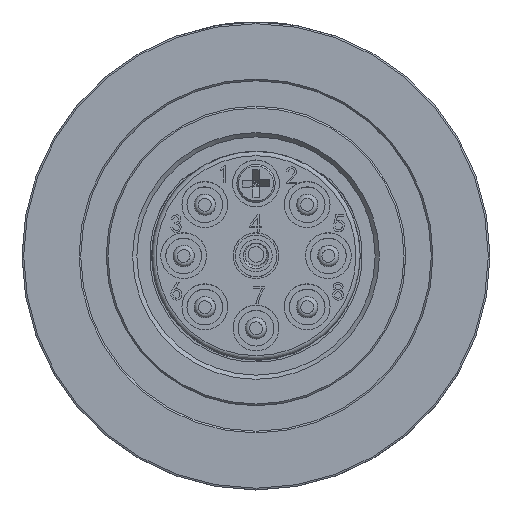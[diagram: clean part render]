
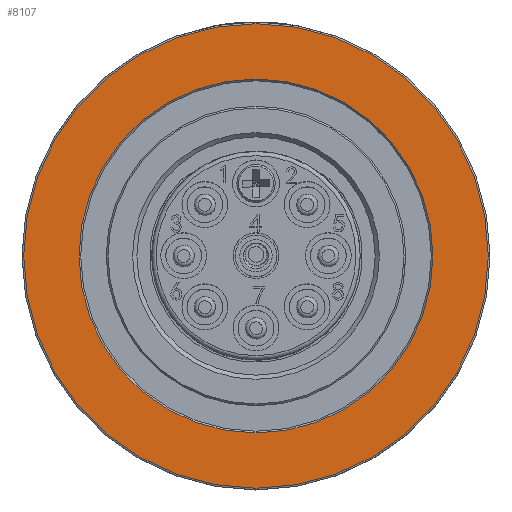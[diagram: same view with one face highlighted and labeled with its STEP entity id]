
A CAD part, top view. The second image highlights one B-rep face of the part: STEP entity #8107.
In plain terms, the highlighted planar face has unit normal (0, 0, 1).
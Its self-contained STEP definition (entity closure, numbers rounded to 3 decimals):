
#1034 = CARTESIAN_POINT ( 'NONE',  ( 0., 0., 0. ) ) ;
#1101 = FACE_OUTER_BOUND ( 'NONE', #30770, .T. ) ;
#3712 = AXIS2_PLACEMENT_3D ( 'NONE', #24808, #8410, #35032 ) ;
#8107 = ADVANCED_FACE ( 'NONE', ( #31479, #1101 ), #14659, .F. ) ;
#8410 = DIRECTION ( 'NONE',  ( 0., 0., -1. ) ) ;
#10472 = CARTESIAN_POINT ( 'NONE',  ( -27.3, 0., 0. ) ) ;
#10961 = CARTESIAN_POINT ( 'NONE',  ( -20.8, 0., 0. ) ) ;
#14659 = PLANE ( 'NONE',  #3712 ) ;
#15664 = AXIS2_PLACEMENT_3D ( 'NONE', #1034, #37862, #27618 ) ;
#17810 = ORIENTED_EDGE ( 'NONE', *, *, #41402, .T. ) ;
#24808 = CARTESIAN_POINT ( 'NONE',  ( 0., 0., 0. ) ) ;
#25049 = EDGE_CURVE ( 'NONE', #31352, #31352, #28934, .T. ) ;
#25531 = CIRCLE ( 'NONE', #15664, 27.3 ) ;
#27618 = DIRECTION ( 'NONE',  ( -1., 0., 0. ) ) ;
#27992 = DIRECTION ( 'NONE',  ( -1., 0., 0. ) ) ;
#28934 = CIRCLE ( 'NONE', #31056, 20.8 ) ;
#30291 = ORIENTED_EDGE ( 'NONE', *, *, #25049, .T. ) ;
#30516 = EDGE_LOOP ( 'NONE', ( #30291 ) ) ;
#30770 = EDGE_LOOP ( 'NONE', ( #17810 ) ) ;
#30890 = CARTESIAN_POINT ( 'NONE',  ( 0., 0., 0. ) ) ;
#31056 = AXIS2_PLACEMENT_3D ( 'NONE', #30890, #38006, #27992 ) ;
#31352 = VERTEX_POINT ( 'NONE', #10961 ) ;
#31479 = FACE_BOUND ( 'NONE', #30516, .T. ) ;
#33114 = VERTEX_POINT ( 'NONE', #10472 ) ;
#35032 = DIRECTION ( 'NONE',  ( -1., 0., 0. ) ) ;
#37862 = DIRECTION ( 'NONE',  ( 0., 0., 1. ) ) ;
#38006 = DIRECTION ( 'NONE',  ( 0., 0., -1. ) ) ;
#41402 = EDGE_CURVE ( 'NONE', #33114, #33114, #25531, .T. ) ;
